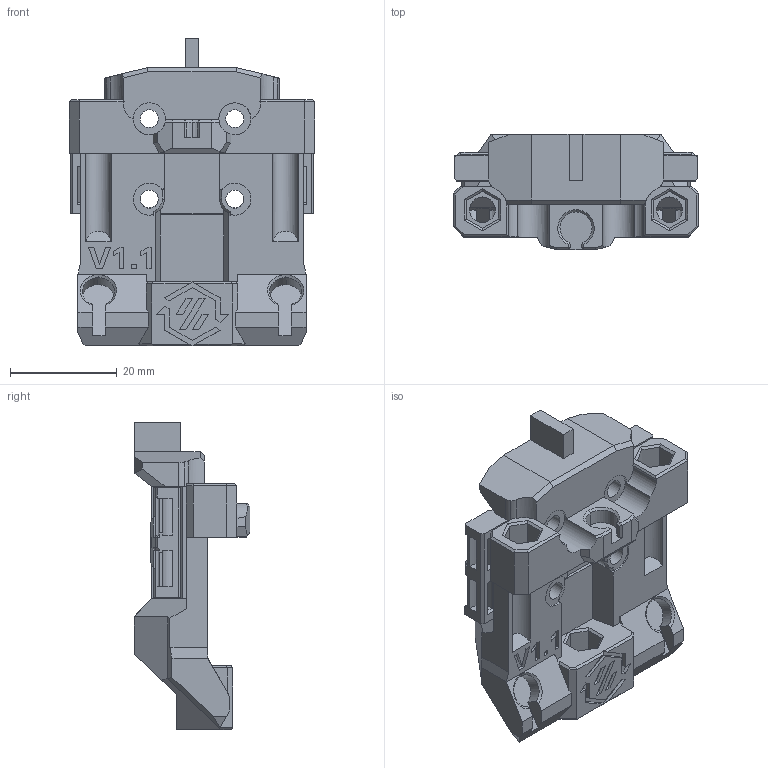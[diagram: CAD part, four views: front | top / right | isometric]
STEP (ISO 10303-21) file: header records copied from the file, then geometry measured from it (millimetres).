
FILE_DESCRIPTION(('HOOPS Exchange Step'),'2;1');
FILE_NAME('temp_export','2024-06-17T09:02:46-07:00',('caram'),('Shapr3D Limited'),'HOOPS Exchange 2024.2','Shapr3D','Authorized');
FILE_SCHEMA( ('AUTOMOTIVE_DESIGN { 1 0 10303 214 1 1 1 1 }') );
Length unit declared in the file: millimetre
Products named in the file (6): MGN9 keeper:1; Shuttle_Keeper:1; 3DP:1; Shuttle (1):1; SC V1.1 Shuttle + extras.step; root
Assembly tree (5 placements, depth 6):
  root
    SC V1.1 Shuttle + extras.step
      Shuttle (1):1
        3DP:1
          Shuttle_Keeper:1
            MGN9 keeper:1
Bounding box: 45.9 x 21.62 x 57.5 mm (x, y, z)
Volume: 19637 mm3; surface area: 13025.7 mm2
Topology: 2 solids, 30 shells, 796 faces, 2163 edges, 1428 vertices
Faces by surface type: plane 651, cylinder 123, cone 12, bspline 10
Full cylindrical faces by diameter (mm): 2.8 x2, 3.2 x1, 3.4 x8, 4.7 x1, 4.8 x3, 6 x2, 6.1 x2
Entity records: 25910 total; most frequent: CARTESIAN_POINT 5648, ORIENTED_EDGE 4326, DIRECTION 3915, EDGE_CURVE 2163, VECTOR 1765, LINE 1765, VERTEX_POINT 1428, AXIS2_PLACEMENT_3D 1075
